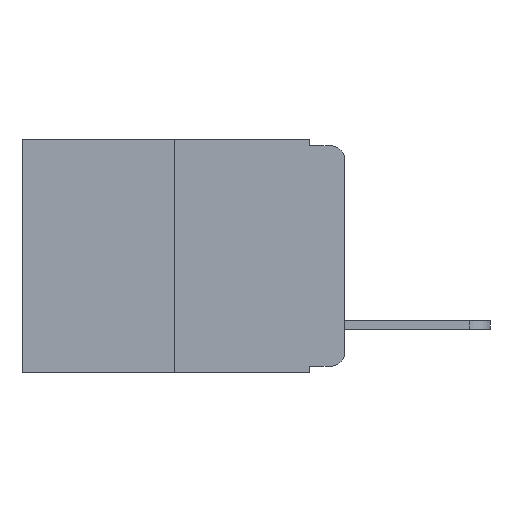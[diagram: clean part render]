
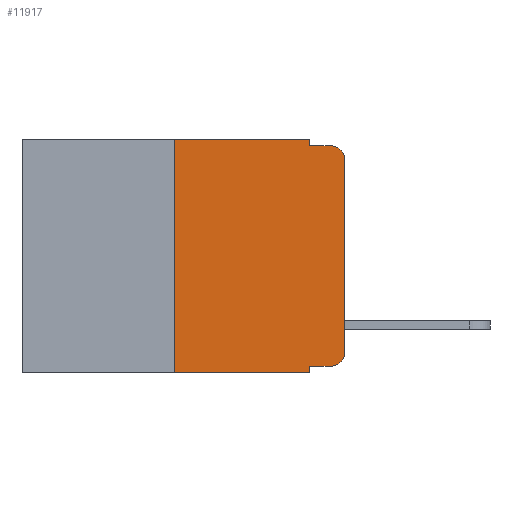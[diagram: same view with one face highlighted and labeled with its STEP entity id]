
A CAD part, left-side view. The second image highlights one B-rep face of the part: STEP entity #11917.
In plain terms, the highlighted planar face has unit normal (-1, 0, 0).
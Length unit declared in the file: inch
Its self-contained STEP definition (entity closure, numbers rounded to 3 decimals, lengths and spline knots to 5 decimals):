
#4 = ORIENTED_EDGE ( 'NONE', *, *, #898, .F. ) ;
#80 = CARTESIAN_POINT ( 'NONE',  ( 0., 0.051, -0.333 ) ) ;
#81 = ORIENTED_EDGE ( 'NONE', *, *, #2991, .F. ) ;
#126 = ORIENTED_EDGE ( 'NONE', *, *, #1727, .F. ) ;
#150 = ORIENTED_EDGE ( 'NONE', *, *, #9125, .T. ) ;
#165 = ORIENTED_EDGE ( 'NONE', *, *, #2401, .F. ) ;
#191 = ORIENTED_EDGE ( 'NONE', *, *, #2439, .T. ) ;
#223 = ORIENTED_EDGE ( 'NONE', *, *, #2566, .T. ) ;
#568 = VERTEX_POINT ( 'NONE', #7463 ) ;
#575 = LINE ( 'NONE', #3869, #3208 ) ;
#692 = VECTOR ( 'NONE', #3111, 39.37008 ) ;
#707 = LINE ( 'NONE', #7332, #692 ) ;
#879 = VERTEX_POINT ( 'NONE', #80 ) ;
#898 = EDGE_CURVE ( 'NONE', #568, #6981, #6091, .T. ) ;
#952 = CARTESIAN_POINT ( 'NONE',  ( 0., 0., -0.03 ) ) ;
#1002 = DIRECTION ( 'NONE',  ( 0., -1., 0. ) ) ;
#1060 = CARTESIAN_POINT ( 'NONE',  ( 0., 0.051, -0.01 ) ) ;
#1107 = VERTEX_POINT ( 'NONE', #5241 ) ;
#1392 = VERTEX_POINT ( 'NONE', #4765 ) ;
#1570 = DIRECTION ( 'NONE',  ( -1., 0., 0. ) ) ;
#1727 = EDGE_CURVE ( 'NONE', #1392, #4935, #2422, .T. ) ;
#2007 = CARTESIAN_POINT ( 'NONE',  ( 0., 0.02, -0.333 ) ) ;
#2101 = CARTESIAN_POINT ( 'NONE',  ( 0., 0.051, -0.333 ) ) ;
#2346 = CARTESIAN_POINT ( 'NONE',  ( 0., 0., -0.313 ) ) ;
#2379 = EDGE_LOOP ( 'NONE', ( #10815, #10868, #11820, #4, #81, #126, #150, #165, #191, #223 ) ) ;
#2401 = EDGE_CURVE ( 'NONE', #879, #3362, #10208, .T. ) ;
#2409 = VERTEX_POINT ( 'NONE', #2346 ) ;
#2413 = VECTOR ( 'NONE', #5066, 39.37008 ) ;
#2422 = LINE ( 'NONE', #6025, #2413 ) ;
#2439 = EDGE_CURVE ( 'NONE', #879, #3138, #9854, .T. ) ;
#2543 = CARTESIAN_POINT ( 'NONE',  ( 0., 0.473, 0. ) ) ;
#2566 = EDGE_CURVE ( 'NONE', #3138, #2409, #8997, .T. ) ;
#2754 = CARTESIAN_POINT ( 'NONE',  ( 0., 0.25, 0. ) ) ;
#2789 = CARTESIAN_POINT ( 'NONE',  ( 0., 0.473, 0. ) ) ;
#2991 = EDGE_CURVE ( 'NONE', #4935, #568, #6766, .T. ) ;
#3049 = DIRECTION ( 'NONE',  ( 0., 0., -1. ) ) ;
#3111 = DIRECTION ( 'NONE',  ( 0., -1., 0. ) ) ;
#3138 = VERTEX_POINT ( 'NONE', #2007 ) ;
#3208 = VECTOR ( 'NONE', #3866, 39.37008 ) ;
#3362 = VERTEX_POINT ( 'NONE', #7549 ) ;
#3597 = AXIS2_PLACEMENT_3D ( 'NONE', #9396, #1570, #3049 ) ;
#3866 = DIRECTION ( 'NONE',  ( 0., -1., 0. ) ) ;
#3869 = CARTESIAN_POINT ( 'NONE',  ( 0., 0.051, -0.01 ) ) ;
#4053 = DIRECTION ( 'NONE',  ( 0., 0., -1. ) ) ;
#4398 = CARTESIAN_POINT ( 'NONE',  ( 0., 0.051, 0. ) ) ;
#4461 = CIRCLE ( 'NONE', #11552, 0.02 ) ;
#4765 = CARTESIAN_POINT ( 'NONE',  ( 0., 0.25, -0.343 ) ) ;
#4935 = VERTEX_POINT ( 'NONE', #2754 ) ;
#5066 = DIRECTION ( 'NONE',  ( 0., 0., 1. ) ) ;
#5241 = CARTESIAN_POINT ( 'NONE',  ( 0., 0.02, -0.01 ) ) ;
#5803 = VECTOR ( 'NONE', #9708, 39.37008 ) ;
#6025 = CARTESIAN_POINT ( 'NONE',  ( 0., 0.25, 0. ) ) ;
#6091 = LINE ( 'NONE', #9611, #5803 ) ;
#6409 = CARTESIAN_POINT ( 'NONE',  ( 0., 0., 0. ) ) ;
#6744 = VECTOR ( 'NONE', #1002, 39.37008 ) ;
#6766 = LINE ( 'NONE', #2789, #6744 ) ;
#6981 = VERTEX_POINT ( 'NONE', #1060 ) ;
#7019 = VERTEX_POINT ( 'NONE', #952 ) ;
#7332 = CARTESIAN_POINT ( 'NONE',  ( 0., 0.473, -0.343 ) ) ;
#7463 = CARTESIAN_POINT ( 'NONE',  ( 0., 0.051, 0. ) ) ;
#7545 = CARTESIAN_POINT ( 'NONE',  ( 0., 0.02, -0.03 ) ) ;
#7549 = CARTESIAN_POINT ( 'NONE',  ( 0., 0.051, -0.343 ) ) ;
#8989 = DIRECTION ( 'NONE',  ( -1., 0., 0. ) ) ;
#8997 = CIRCLE ( 'NONE', #3597, 0.02 ) ;
#8998 = DIRECTION ( 'NONE',  ( 0., 0., -1. ) ) ;
#9125 = EDGE_CURVE ( 'NONE', #1392, #3362, #707, .T. ) ;
#9249 = DIRECTION ( 'NONE',  ( 0., 0., -1. ) ) ;
#9278 = DIRECTION ( 'NONE',  ( 1., 0., 0. ) ) ;
#9344 = LINE ( 'NONE', #6409, #11603 ) ;
#9396 = CARTESIAN_POINT ( 'NONE',  ( 0., 0.02, -0.313 ) ) ;
#9517 = DIRECTION ( 'NONE',  ( 0., -1., 0. ) ) ;
#9611 = CARTESIAN_POINT ( 'NONE',  ( 0., 0.051, 0. ) ) ;
#9658 = EDGE_CURVE ( 'NONE', #6981, #1107, #575, .T. ) ;
#9708 = DIRECTION ( 'NONE',  ( 0., 0., -1. ) ) ;
#9841 = VECTOR ( 'NONE', #9517, 39.37008 ) ;
#9854 = LINE ( 'NONE', #2101, #9841 ) ;
#9958 = VECTOR ( 'NONE', #9249, 39.37008 ) ;
#10208 = LINE ( 'NONE', #4398, #9958 ) ;
#10671 = PLANE ( 'NONE',  #11138 ) ;
#10815 = ORIENTED_EDGE ( 'NONE', *, *, #11560, .T. ) ;
#10868 = ORIENTED_EDGE ( 'NONE', *, *, #11265, .T. ) ;
#11138 = AXIS2_PLACEMENT_3D ( 'NONE', #2543, #9278, #4053 ) ;
#11265 = EDGE_CURVE ( 'NONE', #7019, #1107, #4461, .T. ) ;
#11534 = DIRECTION ( 'NONE',  ( 0., 0., 1. ) ) ;
#11552 = AXIS2_PLACEMENT_3D ( 'NONE', #7545, #8989, #8998 ) ;
#11560 = EDGE_CURVE ( 'NONE', #2409, #7019, #9344, .T. ) ;
#11603 = VECTOR ( 'NONE', #11534, 39.37008 ) ;
#11820 = ORIENTED_EDGE ( 'NONE', *, *, #9658, .F. ) ;
#11865 = FACE_OUTER_BOUND ( 'NONE', #2379, .T. ) ;
#11917 = ADVANCED_FACE ( 'NONE', ( #11865 ), #10671, .F. ) ;
